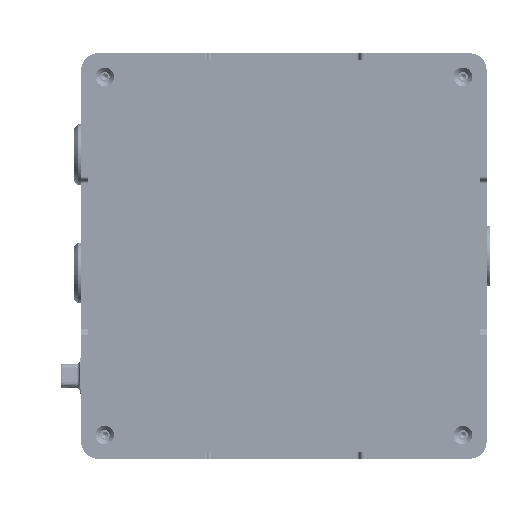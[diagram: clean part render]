
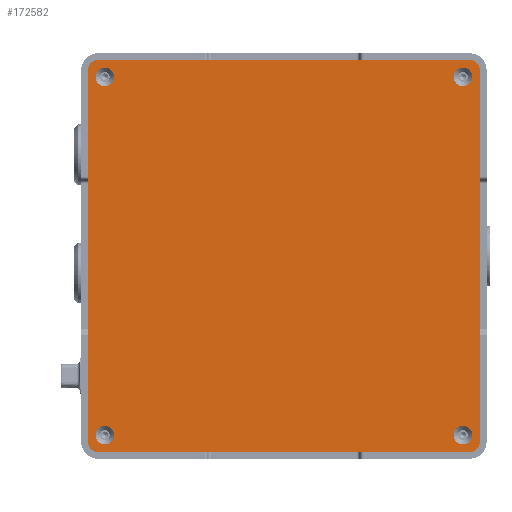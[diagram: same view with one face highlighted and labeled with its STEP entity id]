
A CAD part, front view. The second image highlights one B-rep face of the part: STEP entity #172582.
In plain terms, the highlighted planar face has unit normal (0, -1, 0).
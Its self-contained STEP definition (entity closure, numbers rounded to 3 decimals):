
#1687 = LINE ( 'NONE', #46309, #173122 ) ;
#4039 = CARTESIAN_POINT ( 'NONE',  ( 50.579, -98.367, 70.504 ) ) ;
#4962 = VERTEX_POINT ( 'NONE', #84636 ) ;
#8977 = EDGE_LOOP ( 'NONE', ( #44669 ) ) ;
#9385 = CARTESIAN_POINT ( 'NONE',  ( 163.579, -98.367, 67.504 ) ) ;
#10719 = VERTEX_POINT ( 'NONE', #28439 ) ;
#12071 = CARTESIAN_POINT ( 'NONE',  ( 53.579, -98.367, 67.504 ) ) ;
#13247 = FACE_BOUND ( 'NONE', #40301, .T. ) ;
#14328 = CARTESIAN_POINT ( 'NONE',  ( 163.579, -98.367, -42.496 ) ) ;
#15492 = VERTEX_POINT ( 'NONE', #96341 ) ;
#16261 = DIRECTION ( 'NONE',  ( 1., 0., 0. ) ) ;
#17117 = CARTESIAN_POINT ( 'NONE',  ( 55.579, -98.367, -40.496 ) ) ;
#21015 = CIRCLE ( 'NONE', #120991, 2.75 ) ;
#21906 = ORIENTED_EDGE ( 'NONE', *, *, #42375, .F. ) ;
#22043 = DIRECTION ( 'NONE',  ( 1., 0., 0. ) ) ;
#22251 = ORIENTED_EDGE ( 'NONE', *, *, #174969, .T. ) ;
#25002 = EDGE_CURVE ( 'NONE', #48201, #10719, #127470, .T. ) ;
#25381 = EDGE_CURVE ( 'NONE', #136199, #136199, #31496, .T. ) ;
#27519 = AXIS2_PLACEMENT_3D ( 'NONE', #14328, #152864, #84890 ) ;
#27604 = VERTEX_POINT ( 'NONE', #32147 ) ;
#28439 = CARTESIAN_POINT ( 'NONE',  ( 163.579, -98.367, -45.496 ) ) ;
#31164 = AXIS2_PLACEMENT_3D ( 'NONE', #135457, #54937, #126433 ) ;
#31496 = CIRCLE ( 'NONE', #45646, 2.75 ) ;
#32018 = DIRECTION ( 'NONE',  ( 0., 0., 1. ) ) ;
#32147 = CARTESIAN_POINT ( 'NONE',  ( 50.579, -98.367, -42.496 ) ) ;
#33038 = CARTESIAN_POINT ( 'NONE',  ( 164.329, -98.367, 65.504 ) ) ;
#34553 = DIRECTION ( 'NONE',  ( 0., 1., 0. ) ) ;
#35443 = CARTESIAN_POINT ( 'NONE',  ( 53.579, -98.367, -42.496 ) ) ;
#35477 = CARTESIAN_POINT ( 'NONE',  ( 53.579, -98.367, -45.496 ) ) ;
#36271 = ORIENTED_EDGE ( 'NONE', *, *, #83097, .T. ) ;
#38418 = CARTESIAN_POINT ( 'NONE',  ( 166.579, -98.367, -42.496 ) ) ;
#39077 = CARTESIAN_POINT ( 'NONE',  ( 166.579, -98.367, 70.504 ) ) ;
#39136 = AXIS2_PLACEMENT_3D ( 'NONE', #17117, #58242, #16261 ) ;
#39514 = CARTESIAN_POINT ( 'NONE',  ( 163.579, -98.367, 70.504 ) ) ;
#40301 = EDGE_LOOP ( 'NONE', ( #21906 ) ) ;
#40954 = CARTESIAN_POINT ( 'NONE',  ( 108.579, -98.367, 12.504 ) ) ;
#41079 = AXIS2_PLACEMENT_3D ( 'NONE', #9385, #159597, #173921 ) ;
#42375 = EDGE_CURVE ( 'NONE', #68872, #68872, #21015, .T. ) ;
#44669 = ORIENTED_EDGE ( 'NONE', *, *, #49148, .F. ) ;
#45646 = AXIS2_PLACEMENT_3D ( 'NONE', #175568, #132689, #108467 ) ;
#46309 = CARTESIAN_POINT ( 'NONE',  ( 166.579, -98.367, 70.504 ) ) ;
#48201 = VERTEX_POINT ( 'NONE', #38418 ) ;
#49148 = EDGE_CURVE ( 'NONE', #138601, #138601, #116978, .T. ) ;
#50848 = FACE_BOUND ( 'NONE', #8977, .T. ) ;
#52326 = DIRECTION ( 'NONE',  ( 0., 1., 0. ) ) ;
#54351 = PLANE ( 'NONE',  #136580 ) ;
#54937 = DIRECTION ( 'NONE',  ( 0., -1., 0. ) ) ;
#58242 = DIRECTION ( 'NONE',  ( 0., -1., 0. ) ) ;
#62078 = EDGE_LOOP ( 'NONE', ( #73203 ) ) ;
#64278 = ORIENTED_EDGE ( 'NONE', *, *, #77030, .F. ) ;
#66093 = VECTOR ( 'NONE', #98850, 1000. ) ;
#67660 = DIRECTION ( 'NONE',  ( -1., 0., 0. ) ) ;
#67786 = FACE_BOUND ( 'NONE', #82382, .T. ) ;
#68872 = VERTEX_POINT ( 'NONE', #124338 ) ;
#71156 = ORIENTED_EDGE ( 'NONE', *, *, #159924, .T. ) ;
#71875 = AXIS2_PLACEMENT_3D ( 'NONE', #12071, #52326, #148008 ) ;
#73203 = ORIENTED_EDGE ( 'NONE', *, *, #130108, .F. ) ;
#77030 = EDGE_CURVE ( 'NONE', #121966, #170226, #98128, .T. ) ;
#77657 = DIRECTION ( 'NONE',  ( -1., 0., 0. ) ) ;
#78054 = CARTESIAN_POINT ( 'NONE',  ( 166.579, -98.367, 67.504 ) ) ;
#82009 = CIRCLE ( 'NONE', #39136, 2.75 ) ;
#82382 = EDGE_LOOP ( 'NONE', ( #161721 ) ) ;
#82733 = ORIENTED_EDGE ( 'NONE', *, *, #153168, .F. ) ;
#82778 = LINE ( 'NONE', #4039, #66093 ) ;
#83097 = EDGE_CURVE ( 'NONE', #145880, #10719, #101280, .T. ) ;
#84636 = CARTESIAN_POINT ( 'NONE',  ( 50.579, -98.367, 67.504 ) ) ;
#84890 = DIRECTION ( 'NONE',  ( 1., 0., 0. ) ) ;
#86948 = ORIENTED_EDGE ( 'NONE', *, *, #157643, .F. ) ;
#87145 = ORIENTED_EDGE ( 'NONE', *, *, #25002, .F. ) ;
#94600 = FACE_OUTER_BOUND ( 'NONE', #115657, .T. ) ;
#95488 = DIRECTION ( 'NONE',  ( 0., 1., 0. ) ) ;
#96341 = CARTESIAN_POINT ( 'NONE',  ( 53.579, -98.367, 70.504 ) ) ;
#98128 = CIRCLE ( 'NONE', #41079, 3. ) ;
#98850 = DIRECTION ( 'NONE',  ( 0., 0., -1. ) ) ;
#100721 = CIRCLE ( 'NONE', #172113, 3. ) ;
#100974 = VECTOR ( 'NONE', #67660, 1000. ) ;
#101280 = LINE ( 'NONE', #112041, #127116 ) ;
#108012 = VERTEX_POINT ( 'NONE', #162546 ) ;
#108467 = DIRECTION ( 'NONE',  ( 0., 0., -1. ) ) ;
#108694 = CARTESIAN_POINT ( 'NONE',  ( 55.579, -98.367, 65.504 ) ) ;
#112041 = CARTESIAN_POINT ( 'NONE',  ( 166.579, -98.367, -45.496 ) ) ;
#113815 = DIRECTION ( 'NONE',  ( 1., 0., 0. ) ) ;
#114793 = CIRCLE ( 'NONE', #71875, 3. ) ;
#115657 = EDGE_LOOP ( 'NONE', ( #87145, #123834, #64278, #71156, #82733, #22251, #86948, #36271 ) ) ;
#116978 = CIRCLE ( 'NONE', #31164, 2.75 ) ;
#120991 = AXIS2_PLACEMENT_3D ( 'NONE', #108694, #133803, #176694 ) ;
#121914 = CARTESIAN_POINT ( 'NONE',  ( 161.579, -98.367, -43.246 ) ) ;
#121966 = VERTEX_POINT ( 'NONE', #39514 ) ;
#123834 = ORIENTED_EDGE ( 'NONE', *, *, #167397, .T. ) ;
#124338 = CARTESIAN_POINT ( 'NONE',  ( 58.329, -98.367, 65.504 ) ) ;
#126433 = DIRECTION ( 'NONE',  ( 1., 0., 0. ) ) ;
#127116 = VECTOR ( 'NONE', #113815, 1000. ) ;
#127470 = CIRCLE ( 'NONE', #27519, 3. ) ;
#130108 = EDGE_CURVE ( 'NONE', #108012, #108012, #82009, .T. ) ;
#132689 = DIRECTION ( 'NONE',  ( 0., -1., 0. ) ) ;
#133803 = DIRECTION ( 'NONE',  ( 0., -1., 0. ) ) ;
#135457 = CARTESIAN_POINT ( 'NONE',  ( 161.579, -98.367, 65.504 ) ) ;
#136199 = VERTEX_POINT ( 'NONE', #121914 ) ;
#136580 = AXIS2_PLACEMENT_3D ( 'NONE', #40954, #95488, #77657 ) ;
#138601 = VERTEX_POINT ( 'NONE', #33038 ) ;
#145880 = VERTEX_POINT ( 'NONE', #35477 ) ;
#148008 = DIRECTION ( 'NONE',  ( 1., 0., 0. ) ) ;
#152864 = DIRECTION ( 'NONE',  ( 0., 1., 0. ) ) ;
#153168 = EDGE_CURVE ( 'NONE', #4962, #15492, #114793, .T. ) ;
#157643 = EDGE_CURVE ( 'NONE', #145880, #27604, #100721, .T. ) ;
#159597 = DIRECTION ( 'NONE',  ( 0., 1., 0. ) ) ;
#159924 = EDGE_CURVE ( 'NONE', #121966, #15492, #161567, .T. ) ;
#160780 = FACE_BOUND ( 'NONE', #62078, .T. ) ;
#161567 = LINE ( 'NONE', #39077, #100974 ) ;
#161721 = ORIENTED_EDGE ( 'NONE', *, *, #25381, .F. ) ;
#162546 = CARTESIAN_POINT ( 'NONE',  ( 58.329, -98.367, -40.496 ) ) ;
#167397 = EDGE_CURVE ( 'NONE', #48201, #170226, #1687, .T. ) ;
#170226 = VERTEX_POINT ( 'NONE', #78054 ) ;
#172113 = AXIS2_PLACEMENT_3D ( 'NONE', #35443, #34553, #22043 ) ;
#172582 = ADVANCED_FACE ( 'NONE', ( #13247, #94600, #160780, #67786, #50848 ), #54351, .F. ) ;
#173122 = VECTOR ( 'NONE', #32018, 1000. ) ;
#173921 = DIRECTION ( 'NONE',  ( 1., 0., 0. ) ) ;
#174969 = EDGE_CURVE ( 'NONE', #4962, #27604, #82778, .T. ) ;
#175568 = CARTESIAN_POINT ( 'NONE',  ( 161.579, -98.367, -40.496 ) ) ;
#176694 = DIRECTION ( 'NONE',  ( 1., 0., 0. ) ) ;
